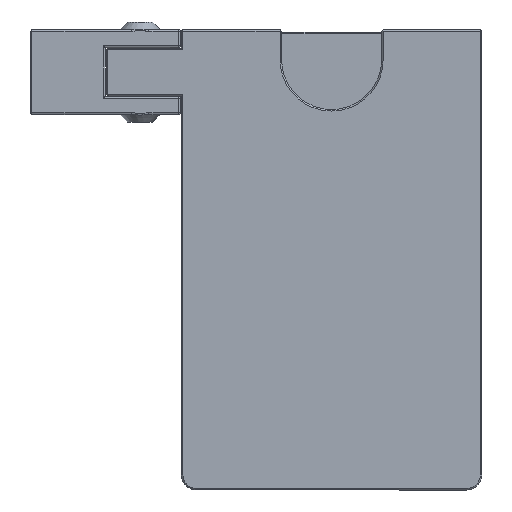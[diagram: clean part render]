
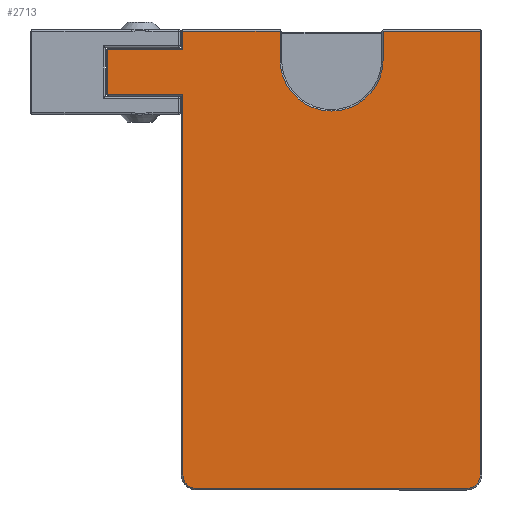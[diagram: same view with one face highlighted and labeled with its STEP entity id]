
A CAD part, front view. The second image highlights one B-rep face of the part: STEP entity #2713.
In plain terms, the highlighted planar face has unit normal (0, -1, 0).
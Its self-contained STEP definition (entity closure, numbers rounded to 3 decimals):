
#93=PLANE('',#3060);
#340=FACE_OUTER_BOUND('',#514,.T.);
#514=EDGE_LOOP('',(#2385,#2386,#2387,#2388,#2389,#2390,#2391,#2392,#2393,
#2394,#2395,#2396,#2397,#2398));
#653=LINE('',#4867,#860);
#655=LINE('',#4880,#862);
#665=LINE('',#4906,#872);
#679=LINE('',#4949,#886);
#684=LINE('',#4960,#891);
#698=LINE('',#4998,#905);
#702=LINE('',#5010,#909);
#705=LINE('',#5019,#912);
#707=LINE('',#5023,#914);
#709=LINE('',#5031,#916);
#712=LINE('',#5035,#919);
#860=VECTOR('',#3659,10.);
#862=VECTOR('',#3679,10.);
#872=VECTOR('',#3701,10.);
#886=VECTOR('',#3741,10.);
#891=VECTOR('',#3750,10.);
#905=VECTOR('',#3792,10.);
#909=VECTOR('',#3804,10.);
#912=VECTOR('',#3815,10.);
#914=VECTOR('',#3819,10.);
#916=VECTOR('',#3829,10.);
#919=VECTOR('',#3834,10.);
#1073=CIRCLE('',#3045,2.7);
#1075=CIRCLE('',#3049,2.7);
#1076=CIRCLE('',#3053,10.3);
#1255=VERTEX_POINT('',#4864);
#1256=VERTEX_POINT('',#4866);
#1258=VERTEX_POINT('',#4879);
#1267=VERTEX_POINT('',#4903);
#1268=VERTEX_POINT('',#4905);
#1283=VERTEX_POINT('',#4946);
#1284=VERTEX_POINT('',#4948);
#1288=VERTEX_POINT('',#4958);
#1298=VERTEX_POINT('',#4996);
#1299=VERTEX_POINT('',#5000);
#1301=VERTEX_POINT('',#5006);
#1303=VERTEX_POINT('',#5012);
#1305=VERTEX_POINT('',#5021);
#1307=VERTEX_POINT('',#5026);
#1593=EDGE_CURVE('',#1255,#1256,#653,.T.);
#1600=EDGE_CURVE('',#1256,#1258,#655,.T.);
#1613=EDGE_CURVE('',#1267,#1268,#665,.T.);
#1634=EDGE_CURVE('',#1283,#1284,#679,.T.);
#1640=EDGE_CURVE('',#1288,#1283,#684,.T.);
#1660=EDGE_CURVE('',#1298,#1255,#698,.T.);
#1663=EDGE_CURVE('',#1284,#1299,#1073,.T.);
#1666=EDGE_CURVE('',#1299,#1301,#702,.T.);
#1669=EDGE_CURVE('',#1301,#1303,#1075,.T.);
#1671=EDGE_CURVE('',#1303,#1298,#705,.T.);
#1673=EDGE_CURVE('',#1305,#1288,#707,.T.);
#1675=EDGE_CURVE('',#1307,#1305,#1076,.T.);
#1677=EDGE_CURVE('',#1268,#1307,#709,.T.);
#1680=EDGE_CURVE('',#1258,#1267,#712,.T.);
#2385=ORIENTED_EDGE('',*,*,#1640,.F.);
#2386=ORIENTED_EDGE('',*,*,#1673,.F.);
#2387=ORIENTED_EDGE('',*,*,#1675,.F.);
#2388=ORIENTED_EDGE('',*,*,#1677,.F.);
#2389=ORIENTED_EDGE('',*,*,#1613,.F.);
#2390=ORIENTED_EDGE('',*,*,#1680,.F.);
#2391=ORIENTED_EDGE('',*,*,#1600,.F.);
#2392=ORIENTED_EDGE('',*,*,#1593,.F.);
#2393=ORIENTED_EDGE('',*,*,#1660,.F.);
#2394=ORIENTED_EDGE('',*,*,#1671,.F.);
#2395=ORIENTED_EDGE('',*,*,#1669,.F.);
#2396=ORIENTED_EDGE('',*,*,#1666,.F.);
#2397=ORIENTED_EDGE('',*,*,#1663,.F.);
#2398=ORIENTED_EDGE('',*,*,#1634,.F.);
#2713=ADVANCED_FACE('',(#340),#93,.T.);
#3045=AXIS2_PLACEMENT_3D('',#5004,#3798,#3799);
#3049=AXIS2_PLACEMENT_3D('',#5016,#3810,#3811);
#3053=AXIS2_PLACEMENT_3D('',#5028,#3823,#3824);
#3060=AXIS2_PLACEMENT_3D('',#5040,#3842,#3843);
#3659=DIRECTION('',(0.,0.,1.));
#3679=DIRECTION('',(1.,0.,0.));
#3701=DIRECTION('',(1.,0.,0.));
#3741=DIRECTION('',(0.,0.,-1.));
#3750=DIRECTION('',(1.,0.,0.));
#3792=DIRECTION('',(-1.,0.,0.));
#3798=DIRECTION('center_axis',(0.,1.,0.));
#3799=DIRECTION('ref_axis',(0.707,0.,-0.707));
#3804=DIRECTION('',(-1.,0.,0.));
#3810=DIRECTION('center_axis',(0.,1.,0.));
#3811=DIRECTION('ref_axis',(-0.707,0.,-0.707));
#3815=DIRECTION('',(0.,0.,1.));
#3819=DIRECTION('',(0.,0.,1.));
#3823=DIRECTION('center_axis',(0.,-1.,0.));
#3824=DIRECTION('ref_axis',(1.,0.,0.));
#3829=DIRECTION('',(0.,0.,-1.));
#3834=DIRECTION('',(0.,0.,1.));
#3842=DIRECTION('center_axis',(0.,-1.,0.));
#3843=DIRECTION('ref_axis',(0.,0.,-1.));
#4864=CARTESIAN_POINT('',(15.5,-8.,4.));
#4866=CARTESIAN_POINT('',(15.5,-8.,13.));
#4867=CARTESIAN_POINT('',(15.5,-8.,10.9));
#4879=CARTESIAN_POINT('',(30.5,-8.,13.));
#4880=CARTESIAN_POINT('',(15.2,-8.,13.));
#4903=CARTESIAN_POINT('',(30.5,-8.,16.7));
#4905=CARTESIAN_POINT('',(49.9,-8.,16.7));
#4906=CARTESIAN_POINT('',(22.7,-8.,16.7));
#4946=CARTESIAN_POINT('',(89.9,-8.,16.7));
#4948=CARTESIAN_POINT('',(89.9,-8.,-72.));
#4949=CARTESIAN_POINT('',(89.9,-8.,14.225));
#4958=CARTESIAN_POINT('',(70.5,-8.,16.7));
#4960=CARTESIAN_POINT('',(22.7,-8.,16.7));
#4996=CARTESIAN_POINT('',(30.5,-8.,4.));
#4998=CARTESIAN_POINT('',(15.2,-8.,4.));
#5000=CARTESIAN_POINT('',(87.2,-8.,-74.7));
#5004=CARTESIAN_POINT('Origin',(87.2,-8.,-72.));
#5006=CARTESIAN_POINT('',(33.2,-8.,-74.7));
#5010=CARTESIAN_POINT('',(22.7,-8.,-74.7));
#5012=CARTESIAN_POINT('',(30.5,-8.,-72.));
#5016=CARTESIAN_POINT('Origin',(33.2,-8.,-72.));
#5019=CARTESIAN_POINT('',(30.5,-8.,14.225));
#5021=CARTESIAN_POINT('',(70.5,-8.,11.));
#5023=CARTESIAN_POINT('',(70.5,-8.,15.15));
#5026=CARTESIAN_POINT('',(49.9,-8.,11.));
#5028=CARTESIAN_POINT('Origin',(60.2,-8.,11.));
#5031=CARTESIAN_POINT('',(49.9,-8.,12.15));
#5035=CARTESIAN_POINT('',(30.5,-8.,14.225));
#5040=CARTESIAN_POINT('Origin',(15.2,-8.,13.3));
